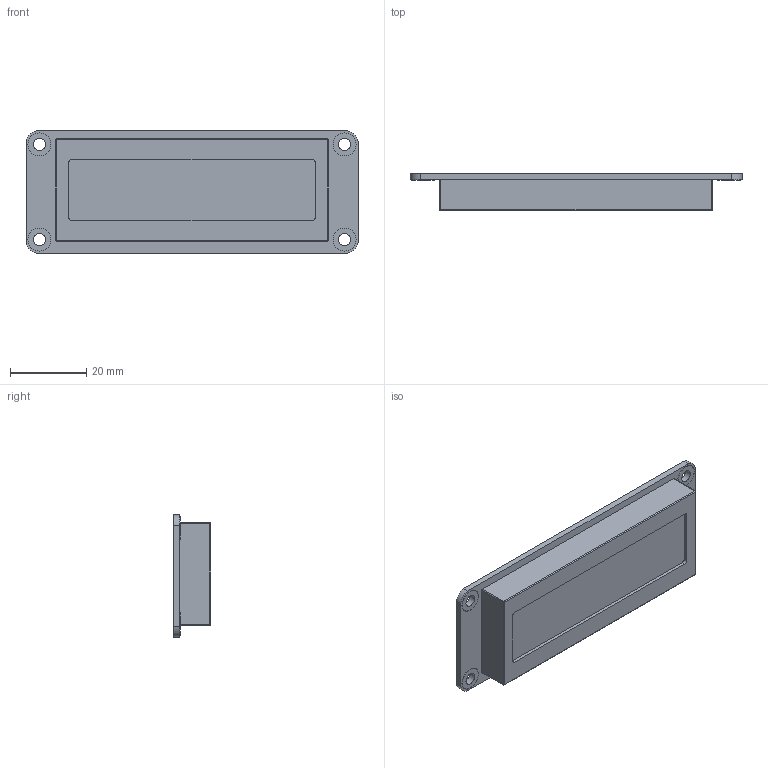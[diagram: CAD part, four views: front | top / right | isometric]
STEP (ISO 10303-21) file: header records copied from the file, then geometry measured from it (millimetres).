
FILE_DESCRIPTION(/* description */ ('Unknown'),/* implementation_level */ '2;1');
FILE_NAME(/* name */ 'DFR0555',/* time_stamp */ '2023-10-12T11:41:19+02:00',/* author */ ('Unknown'),/* organization */ ('Unknown'),/* preprocessor_version */ 'ST-DEVELOPER v18.102',/* originating_system */ 'Solid Edge',/* authorisation */ 'Unknown');
FILE_SCHEMA (('AUTOMOTIVE_DESIGN {1 0 10303 214 3 1 1}'));
Length unit declared in the file: millimetre
Products named in the file (1): DFR0555
Bounding box: 87 x 9.8 x 32 mm (x, y, z)
Volume: 18849.4 mm3; surface area: 7675.1 mm2
Topology: 1 solids, 1 shells, 64 faces, 158 edges, 110 vertices
Faces by surface type: plane 32, cylinder 28, sphere 4
Full cylindrical faces by diameter (mm): 3.2 x4, 6 x8
Entity records: 2269 total; most frequent: DIRECTION 322, CARTESIAN_POINT 301, ORIENTED_EDGE 268, EDGE_CURVE 134, AXIS2_PLACEMENT_3D 123, VERTEX_POINT 102, EDGE_LOOP 102, FACE_BOUND 102
